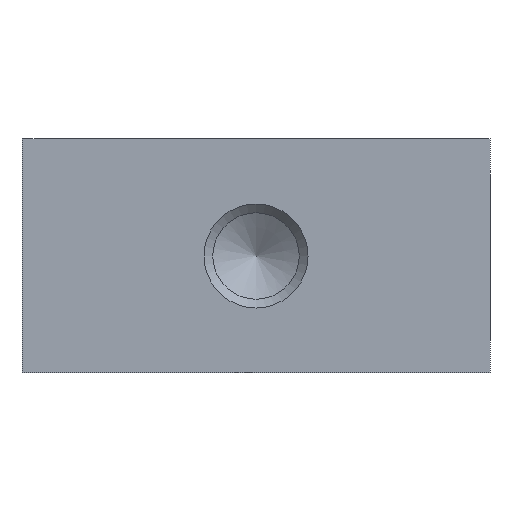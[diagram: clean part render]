
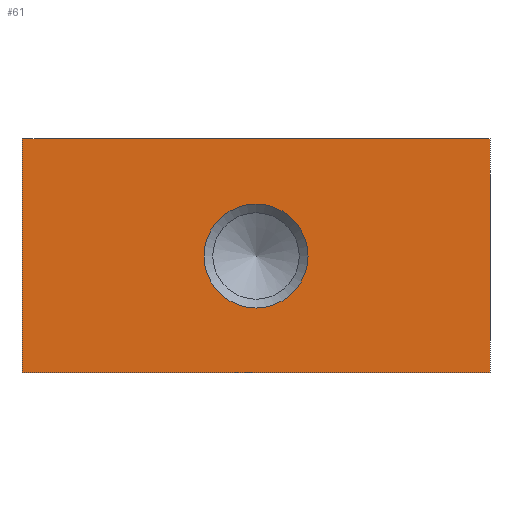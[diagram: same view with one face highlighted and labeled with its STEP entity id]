
A CAD part, front view. The second image highlights one B-rep face of the part: STEP entity #61.
In plain terms, the highlighted planar face has unit normal (0, -1, 0).
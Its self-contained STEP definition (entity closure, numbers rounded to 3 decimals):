
#61 = ADVANCED_FACE( '', ( #136, #137 ), #138, .F. );
#136 = FACE_BOUND( '', #229, .T. );
#137 = FACE_OUTER_BOUND( '', #230, .T. );
#138 = PLANE( '', #231 );
#229 = EDGE_LOOP( '', ( #337 ) );
#230 = EDGE_LOOP( '', ( #338, #339, #340, #341 ) );
#231 = AXIS2_PLACEMENT_3D( '', #342, #343, #344 );
#337 = ORIENTED_EDGE( '', *, *, #472, .F. );
#338 = ORIENTED_EDGE( '', *, *, #482, .T. );
#339 = ORIENTED_EDGE( '', *, *, #483, .F. );
#340 = ORIENTED_EDGE( '', *, *, #477, .F. );
#341 = ORIENTED_EDGE( '', *, *, #484, .T. );
#342 = CARTESIAN_POINT( '', ( -18., 0., 9. ) );
#343 = DIRECTION( '', ( 0., 1., 0. ) );
#344 = DIRECTION( '', ( 0., 0., 1. ) );
#472 = EDGE_CURVE( '', #542, #542, #543, .T. );
#477 = EDGE_CURVE( '', #549, #551, #552, .T. );
#482 = EDGE_CURVE( '', #556, #557, #558, .T. );
#483 = EDGE_CURVE( '', #551, #557, #559, .T. );
#484 = EDGE_CURVE( '', #549, #556, #560, .T. );
#542 = VERTEX_POINT( '', #646 );
#543 = CIRCLE( '', #647, 4. );
#549 = VERTEX_POINT( '', #653 );
#551 = VERTEX_POINT( '', #656 );
#552 = LINE( '', #657, #658 );
#556 = VERTEX_POINT( '', #663 );
#557 = VERTEX_POINT( '', #664 );
#558 = LINE( '', #665, #666 );
#559 = LINE( '', #667, #668 );
#560 = LINE( '', #669, #670 );
#646 = CARTESIAN_POINT( '', ( 0., 0., -4. ) );
#647 = AXIS2_PLACEMENT_3D( '', #797, #798, #799 );
#653 = CARTESIAN_POINT( '', ( -18., 0., 9. ) );
#656 = CARTESIAN_POINT( '', ( 18., 0., 9. ) );
#657 = CARTESIAN_POINT( '', ( -18., 0., 9. ) );
#658 = VECTOR( '', #807, 1000. );
#663 = CARTESIAN_POINT( '', ( -18., 0., -9. ) );
#664 = CARTESIAN_POINT( '', ( 18., 0., -9. ) );
#665 = CARTESIAN_POINT( '', ( -18., 0., -9. ) );
#666 = VECTOR( '', #809, 1000. );
#667 = CARTESIAN_POINT( '', ( 18., 0., 9. ) );
#668 = VECTOR( '', #810, 1000. );
#669 = CARTESIAN_POINT( '', ( -18., 0., 9. ) );
#670 = VECTOR( '', #811, 1000. );
#797 = CARTESIAN_POINT( '', ( 0., 0., 0. ) );
#798 = DIRECTION( '', ( 0., -1., 0. ) );
#799 = DIRECTION( '', ( 0., 0., -1. ) );
#807 = DIRECTION( '', ( 1., 0., 0. ) );
#809 = DIRECTION( '', ( 1., 0., 0. ) );
#810 = DIRECTION( '', ( 0., 0., -1. ) );
#811 = DIRECTION( '', ( 0., 0., -1. ) );
